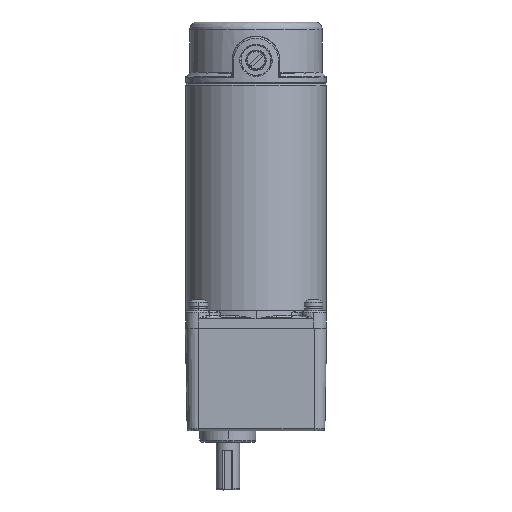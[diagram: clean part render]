
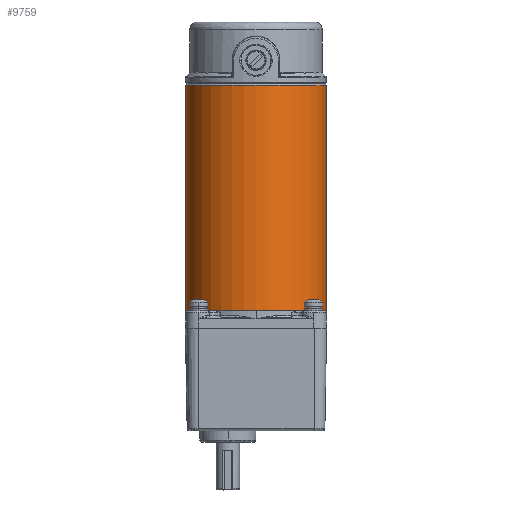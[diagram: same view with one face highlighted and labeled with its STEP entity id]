
A CAD part, left-side view. The second image highlights one B-rep face of the part: STEP entity #9759.
In plain terms, the highlighted cylindrical face has radius 45 mm (diameter 90 mm), a partial arc.
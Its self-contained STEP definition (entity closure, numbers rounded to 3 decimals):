
#493 = CARTESIAN_POINT ( 'NONE',  ( -7.759, 0., 45. ) ) ;
#875 = CARTESIAN_POINT ( 'NONE',  ( -7.759, 145., 45. ) ) ;
#1969 = CIRCLE ( 'NONE', #9726, 45. ) ;
#2047 = DIRECTION ( 'NONE',  ( 0., 1., 0. ) ) ;
#2694 = CARTESIAN_POINT ( 'NONE',  ( -7.759, 0.828, -45. ) ) ;
#3047 = DIRECTION ( 'NONE',  ( 0., 1., 0. ) ) ;
#4160 = EDGE_CURVE ( 'NONE', #24154, #6206, #25540, .T. ) ;
#4830 = CARTESIAN_POINT ( 'NONE',  ( -52.759, 0.828, 0. ) ) ;
#4831 = ORIENTED_EDGE ( 'NONE', *, *, #11589, .F. ) ;
#4911 = DIRECTION ( 'NONE',  ( 0., 1., 0. ) ) ;
#5361 = DIRECTION ( 'NONE',  ( 0., 0., 1. ) ) ;
#6206 = VERTEX_POINT ( 'NONE', #875 ) ;
#6903 = AXIS2_PLACEMENT_3D ( 'NONE', #27268, #2047, #29710 ) ;
#6989 = EDGE_CURVE ( 'NONE', #12520, #9460, #1969, .T. ) ;
#7576 = CARTESIAN_POINT ( 'NONE',  ( -7.759, 145., -45. ) ) ;
#7752 = DIRECTION ( 'NONE',  ( 0., 0., 1. ) ) ;
#8159 = DIRECTION ( 'NONE',  ( 0., 1., 0. ) ) ;
#8872 = CYLINDRICAL_SURFACE ( 'NONE', #6903, 45. ) ;
#9460 = VERTEX_POINT ( 'NONE', #4830 ) ;
#9726 = AXIS2_PLACEMENT_3D ( 'NONE', #12005, #25848, #23434 ) ;
#9759 = ADVANCED_FACE ( 'NONE', ( #29854 ), #8872, .T. ) ;
#9834 = VECTOR ( 'NONE', #8159, 1000. ) ;
#11270 = VECTOR ( 'NONE', #17037, 1000. ) ;
#11304 = CIRCLE ( 'NONE', #24764, 45. ) ;
#11589 = EDGE_CURVE ( 'NONE', #12520, #24154, #21395, .T. ) ;
#12005 = CARTESIAN_POINT ( 'NONE',  ( -7.759, 0.828, 0. ) ) ;
#12328 = EDGE_CURVE ( 'NONE', #19883, #6206, #14424, .T. ) ;
#12381 = ORIENTED_EDGE ( 'NONE', *, *, #6989, .T. ) ;
#12520 = VERTEX_POINT ( 'NONE', #2694 ) ;
#14424 = LINE ( 'NONE', #493, #9834 ) ;
#15454 = AXIS2_PLACEMENT_3D ( 'NONE', #17251, #3047, #7752 ) ;
#16755 = CARTESIAN_POINT ( 'NONE',  ( -7.759, 0.828, 45. ) ) ;
#17037 = DIRECTION ( 'NONE',  ( 0., 1., 0. ) ) ;
#17251 = CARTESIAN_POINT ( 'NONE',  ( -7.759, 145., 0. ) ) ;
#19856 = ORIENTED_EDGE ( 'NONE', *, *, #25578, .T. ) ;
#19857 = ORIENTED_EDGE ( 'NONE', *, *, #4160, .F. ) ;
#19883 = VERTEX_POINT ( 'NONE', #16755 ) ;
#20084 = ORIENTED_EDGE ( 'NONE', *, *, #12328, .T. ) ;
#21395 = LINE ( 'NONE', #21541, #11270 ) ;
#21541 = CARTESIAN_POINT ( 'NONE',  ( -7.759, 0., -45. ) ) ;
#21891 = EDGE_LOOP ( 'NONE', ( #4831, #12381, #19856, #20084, #19857 ) ) ;
#23434 = DIRECTION ( 'NONE',  ( 0., 0., 1. ) ) ;
#24154 = VERTEX_POINT ( 'NONE', #7576 ) ;
#24764 = AXIS2_PLACEMENT_3D ( 'NONE', #28300, #4911, #5361 ) ;
#25540 = CIRCLE ( 'NONE', #15454, 45. ) ;
#25578 = EDGE_CURVE ( 'NONE', #9460, #19883, #11304, .T. ) ;
#25848 = DIRECTION ( 'NONE',  ( 0., 1., 0. ) ) ;
#27268 = CARTESIAN_POINT ( 'NONE',  ( -7.759, 0., 0. ) ) ;
#28300 = CARTESIAN_POINT ( 'NONE',  ( -7.759, 0.828, 0. ) ) ;
#29710 = DIRECTION ( 'NONE',  ( 0., 0., 1. ) ) ;
#29854 = FACE_OUTER_BOUND ( 'NONE', #21891, .T. ) ;
